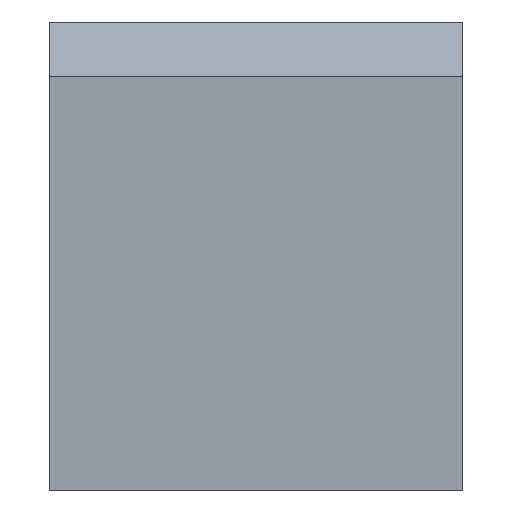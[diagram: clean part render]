
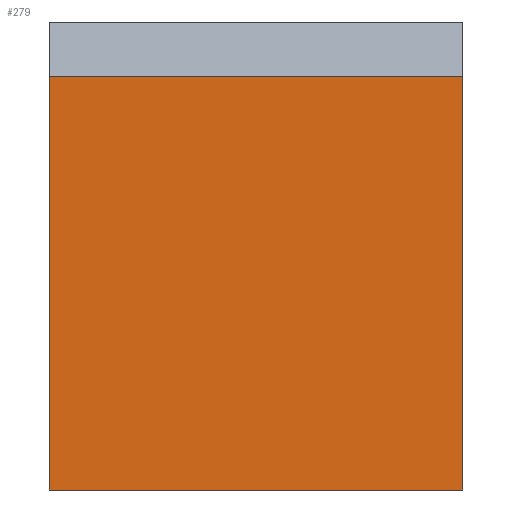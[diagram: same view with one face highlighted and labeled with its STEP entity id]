
A CAD part, front view. The second image highlights one B-rep face of the part: STEP entity #279.
In plain terms, the highlighted planar face has unit normal (0, -1, 0).
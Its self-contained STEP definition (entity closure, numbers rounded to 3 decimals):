
#211=CARTESIAN_POINT('',(18.669,-125.,0.0));
#212=VERTEX_POINT('',#211);
#219=CARTESIAN_POINT('',(18.669,-125.,-20.0));
#220=VERTEX_POINT('',#219);
#221=CARTESIAN_POINT('',(18.669,-125.,-12.6));
#222=DIRECTION('',(0.0,0.0,-1.0));
#223=VECTOR('',#222,1.0);
#224=LINE('',#221,#223);
#225=EDGE_CURVE('n� 1194',#212,#220,#224,.T.);
#249=CARTESIAN_POINT('',(-1.331,-125.,0.0));
#250=VERTEX_POINT('',#249);
#251=CARTESIAN_POINT('',(-1.331,-125.,-20.0));
#252=VERTEX_POINT('',#251);
#253=CARTESIAN_POINT('',(-1.331,-125.,-12.6));
#254=DIRECTION('',(0.0,0.0,-1.0));
#255=VECTOR('',#254,1.0);
#256=LINE('',#253,#255);
#257=EDGE_CURVE('n� 1215',#250,#252,#256,.T.);
#258=ORIENTED_EDGE('',*,*,#257,.T.);
#259=CARTESIAN_POINT('',(11.269,-125.,-20.0));
#260=DIRECTION('',(-1.0,0.0,0.0));
#261=VECTOR('',#260,1.0);
#262=LINE('',#259,#261);
#263=EDGE_CURVE('n� 1219',#220,#252,#262,.T.);
#264=ORIENTED_EDGE('',*,*,#263,.F.);
#265=ORIENTED_EDGE('',*,*,#225,.F.);
#266=CARTESIAN_POINT('',(11.269,-125.,0.0));
#267=DIRECTION('',(-1.0,0.0,0.0));
#268=VECTOR('',#267,1.0);
#269=LINE('',#266,#268);
#270=EDGE_CURVE('n� 1225',#212,#250,#269,.T.);
#271=ORIENTED_EDGE('',*,*,#270,.T.);
#272=EDGE_LOOP('',(#258,#264,#265,#271));
#273=FACE_OUTER_BOUND('',#272,.T.);
#274=CARTESIAN_POINT('',(11.269,-125.,-12.6));
#275=DIRECTION('',(0.0,1.0,0.0));
#276=DIRECTION('',(-1.0,0.0,0.0));
#277=AXIS2_PLACEMENT_3D('',#274,#275,#276);
#278=PLANE('',#277);
#279=ADVANCED_FACE('n� 1206',(#273),#278,.F.);
